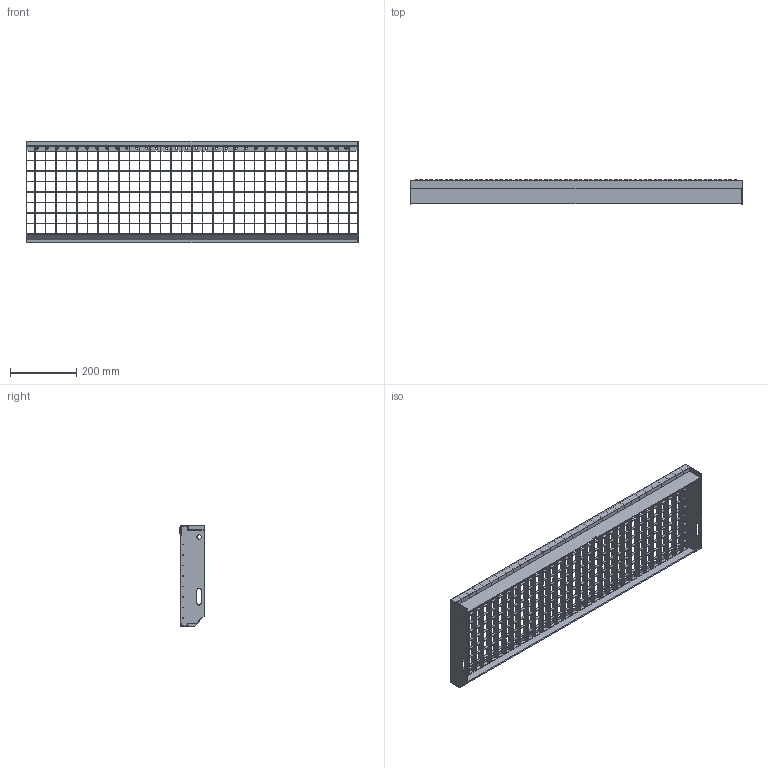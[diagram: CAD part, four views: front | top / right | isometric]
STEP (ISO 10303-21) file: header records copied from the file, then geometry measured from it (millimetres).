
FILE_DESCRIPTION (( 'STEP AP203' ), '1' );
FILE_NAME ('40.1003030.7.step', '2015-10-04T07:11:59', ( '' ), ( '' ), 'SwSTEP 2.0', 'SolidWorks 2015', '' );
FILE_SCHEMA (( 'CONFIG_CONTROL_DESIGN' ));
Length unit declared in the file: millimetre
Products named in the file (1): 40.1003030.7
Bounding box: 1000 x 72.67 x 305 mm (x, y, z)
Volume: 885924.2 mm3; surface area: 1037333.9 mm2
Topology: 31 solids, 31 shells, 936 faces, 2363 edges, 1558 vertices
Faces by surface type: plane 560, cylinder 140, cone 130, bspline 106
Entity records: 34812 total; most frequent: CARTESIAN_POINT 12100, ORIENTED_EDGE 4726, DIRECTION 4369, EDGE_CURVE 2363, LINE 1595, VECTOR 1595, VERTEX_POINT 1558, AXIS2_PLACEMENT_3D 1387
